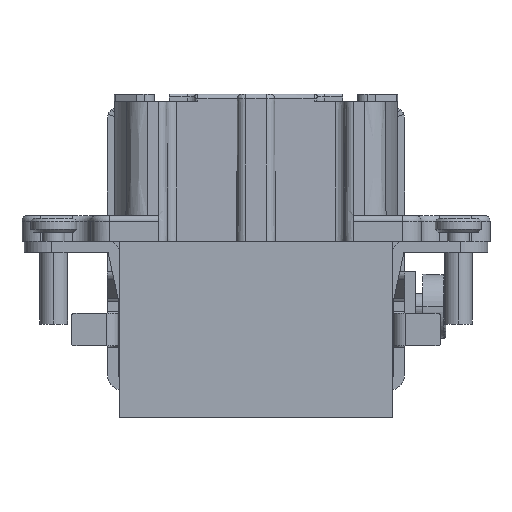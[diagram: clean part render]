
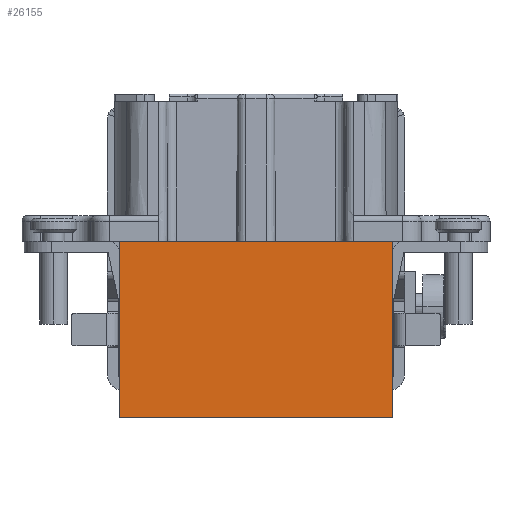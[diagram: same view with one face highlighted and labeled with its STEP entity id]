
A CAD part, left-side view. The second image highlights one B-rep face of the part: STEP entity #26155.
In plain terms, the highlighted planar face has unit normal (-1, 0, 0).
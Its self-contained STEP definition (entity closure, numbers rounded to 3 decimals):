
#392=DIRECTION('',(0.,-1.,0.));
#393=VECTOR('',#392,29.7);
#394=CARTESIAN_POINT('',(-16.95,14.85,0.));
#395=LINE('',#394,#393);
#1360=DIRECTION('',(0.,0.,-1.));
#1361=VECTOR('',#1360,19.2);
#1362=CARTESIAN_POINT('',(-16.95,-14.85,0.));
#1363=LINE('',#1362,#1361);
#6182=DIRECTION('',(0.,0.,-1.));
#6183=VECTOR('',#6182,19.2);
#6184=CARTESIAN_POINT('',(-16.95,14.85,0.));
#6185=LINE('',#6184,#6183);
#6194=DIRECTION('',(0.,1.,0.));
#6195=VECTOR('',#6194,29.7);
#6196=CARTESIAN_POINT('',(-16.95,-14.85,-19.2));
#6197=LINE('',#6196,#6195);
#15021=CARTESIAN_POINT('',(-16.95,14.85,0.));
#15022=CARTESIAN_POINT('',(-16.95,-14.85,0.));
#15023=VERTEX_POINT('',#15021);
#15024=VERTEX_POINT('',#15022);
#15030=CARTESIAN_POINT('',(-16.95,-14.85,-19.2));
#15032=VERTEX_POINT('',#15030);
#15033=CARTESIAN_POINT('',(-16.95,14.85,-19.2));
#15034=VERTEX_POINT('',#15033);
#26143=CARTESIAN_POINT('',(-16.95,10.51,0.));
#26144=DIRECTION('',(1.,0.,0.));
#26145=DIRECTION('',(0.,1.,0.));
#26146=AXIS2_PLACEMENT_3D('',#26143,#26144,#26145);
#26147=PLANE('',#26146);
#26148=ORIENTED_EDGE('',*,*,#18641,.T.);
#26149=ORIENTED_EDGE('',*,*,#19319,.T.);
#26151=ORIENTED_EDGE('',*,*,#26150,.T.);
#26152=ORIENTED_EDGE('',*,*,#26061,.F.);
#26153=EDGE_LOOP('',(#26148,#26149,#26151,#26152));
#26154=FACE_OUTER_BOUND('',#26153,.F.);
#26155=ADVANCED_FACE('',(#26154),#26147,.F.);
#18641=EDGE_CURVE('',#15023,#15024,#395,.T.);
#19319=EDGE_CURVE('',#15024,#15032,#1363,.T.);
#26061=EDGE_CURVE('',#15023,#15034,#6185,.T.);
#26150=EDGE_CURVE('',#15032,#15034,#6197,.T.);
